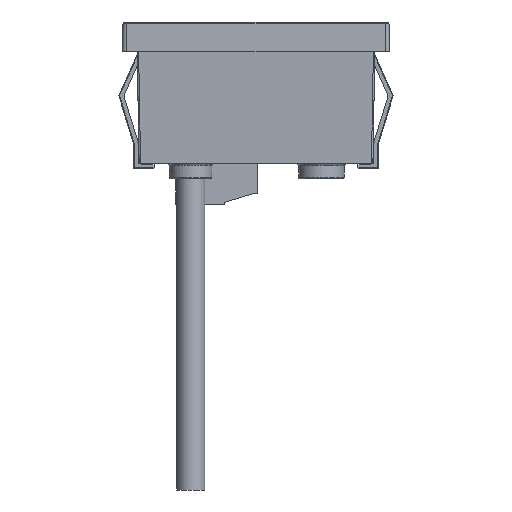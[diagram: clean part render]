
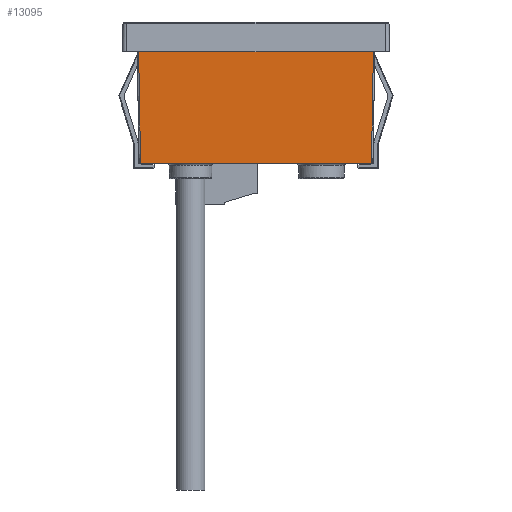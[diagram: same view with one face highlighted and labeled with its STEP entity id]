
A CAD part, left-side view. The second image highlights one B-rep face of the part: STEP entity #13095.
In plain terms, the highlighted planar face has unit normal (-1, 0, -0.018).
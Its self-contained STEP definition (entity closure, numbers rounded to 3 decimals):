
#144 = VECTOR ( 'NONE', #353, 1000. ) ;
#149 = DIRECTION ( 'NONE',  ( 0., 1., 0. ) ) ;
#353 = DIRECTION ( 'NONE',  ( 0., -1., 0. ) ) ;
#414 = ORIENTED_EDGE ( 'NONE', *, *, #7633, .F. ) ;
#584 = CARTESIAN_POINT ( 'NONE',  ( -32.738, -15.8, -15. ) ) ;
#1111 = ORIENTED_EDGE ( 'NONE', *, *, #10394, .F. ) ;
#1540 = CARTESIAN_POINT ( 'NONE',  ( -32.738, -15.538, -15. ) ) ;
#1730 = VERTEX_POINT ( 'NONE', #4358 ) ;
#1945 = VERTEX_POINT ( 'NONE', #7190 ) ;
#2531 = VECTOR ( 'NONE', #149, 1000. ) ;
#3370 = ORIENTED_EDGE ( 'NONE', *, *, #9589, .T. ) ;
#3657 = LINE ( 'NONE', #584, #144 ) ;
#3921 = ORIENTED_EDGE ( 'NONE', *, *, #8443, .T. ) ;
#4297 = CARTESIAN_POINT ( 'NONE',  ( -33., -15.8, 0. ) ) ;
#4358 = CARTESIAN_POINT ( 'NONE',  ( -33., 15.8, 0. ) ) ;
#5654 = LINE ( 'NONE', #14094, #9145 ) ;
#6152 = FACE_OUTER_BOUND ( 'NONE', #15806, .T. ) ;
#6855 = VECTOR ( 'NONE', #10086, 1000. ) ;
#7190 = CARTESIAN_POINT ( 'NONE',  ( -32.738, 15.538, -15. ) ) ;
#7633 = EDGE_CURVE ( 'NONE', #13191, #16803, #5654, .T. ) ;
#8075 = AXIS2_PLACEMENT_3D ( 'NONE', #9568, #9551, #9529 ) ;
#8443 = EDGE_CURVE ( 'NONE', #13191, #1730, #9532, .T. ) ;
#8943 = CARTESIAN_POINT ( 'NONE',  ( -33., -15.8, 0. ) ) ;
#9145 = VECTOR ( 'NONE', #15258, 1000. ) ;
#9529 = DIRECTION ( 'NONE',  ( -0.017, 0., 1. ) ) ;
#9532 = LINE ( 'NONE', #4297, #2531 ) ;
#9551 = DIRECTION ( 'NONE',  ( -1., 0., -0.017 ) ) ;
#9568 = CARTESIAN_POINT ( 'NONE',  ( -32.738, -15.8, -15. ) ) ;
#9589 = EDGE_CURVE ( 'NONE', #1945, #16803, #3657, .T. ) ;
#9712 = PLANE ( 'NONE',  #8075 ) ;
#10086 = DIRECTION ( 'NONE',  ( -0.017, 0.017, 1. ) ) ;
#10394 = EDGE_CURVE ( 'NONE', #1945, #1730, #10462, .T. ) ;
#10462 = LINE ( 'NONE', #10935, #6855 ) ;
#10935 = CARTESIAN_POINT ( 'NONE',  ( -33., 15.8, 0.001 ) ) ;
#13095 = ADVANCED_FACE ( 'NONE', ( #6152 ), #9712, .T. ) ;
#13191 = VERTEX_POINT ( 'NONE', #8943 ) ;
#14094 = CARTESIAN_POINT ( 'NONE',  ( -33., -15.8, 0.001 ) ) ;
#15258 = DIRECTION ( 'NONE',  ( 0.017, 0.017, -1. ) ) ;
#15806 = EDGE_LOOP ( 'NONE', ( #1111, #3370, #414, #3921 ) ) ;
#16803 = VERTEX_POINT ( 'NONE', #1540 ) ;
